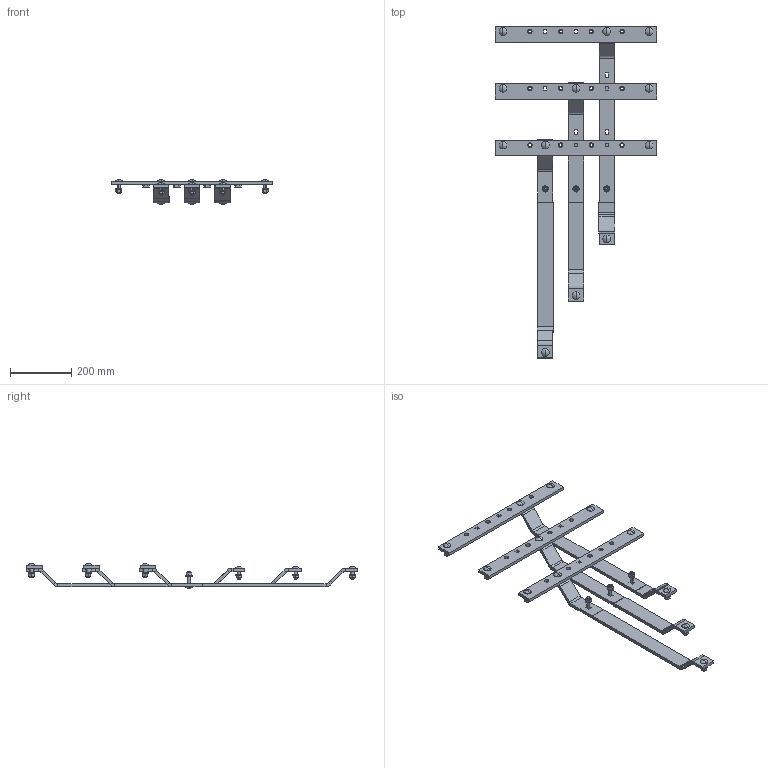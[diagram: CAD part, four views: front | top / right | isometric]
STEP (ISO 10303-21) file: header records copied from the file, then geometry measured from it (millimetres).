
FILE_DESCRIPTION(('STEP AP214'),'1');
FILE_NAME('cctmp_476D9E42-E551-40B8-B5F9-EC8129DB7F81_2024_11_29_08_09_11_0976..stp','2024-11-29T07:09:13',('SIEMENS A&D'),('CADClick - www.CADClick.com'),'Spatial InterOp 3D',' ','unknown authorization');
FILE_SCHEMA(('AUTOMOTIVE_DESIGN'));
Length unit declared in the file: millimetre
Products named in the file (35): cc_unnamed; 2024_11_29_08_09_11_0925; 2024_11_29_08_09_11_0883; 2024_11_29_08_09_11_0842; 2024_11_29_08_09_11_0802; 2024_11_29_08_09_11_0761; 2024_11_29_08_09_11_0721; 2024_11_29_08_09_11_0682; 2024_11_29_08_09_11_0650; 2024_11_29_08_09_11_0609; 2024_11_29_08_09_11_0569; 2024_11_29_08_09_11_0529; 2024_11_29_08_09_11_0490; 2024_11_29_08_09_11_0448; 2024_11_29_08_09_11_0367; 2024_11_29_08_09_11_0326; 2024_11_29_08_09_11_0286; 2024_11_29_08_09_11_0246; 2024_11_29_08_09_11_0205; 2024_11_29_08_09_11_0165; 2024_11_29_08_09_11_0124; 2024_11_29_08_09_11_0084; 2024_11_29_08_09_11_0042; 2024_11_29_08_09_11_0005; 2024_11_29_08_09_10_0965; 2024_11_29_08_09_10_0932; 2024_11_29_08_09_10_0894; 2024_11_29_08_09_10_0851; 2024_11_29_08_09_10_0811; 2024_11_29_08_09_10_0771; 2024_11_29_08_09_10_0729; 2024_11_29_08_09_10_0689; 2024_11_29_08_09_10_0651; 2024_11_29_08_09_10_0619; 2024_11_29_08_09_10_0578
Assembly tree (34 placements, depth 2):
  cc_unnamed
    2024_11_29_08_09_11_0925
    2024_11_29_08_09_11_0883
    2024_11_29_08_09_11_0842
    2024_11_29_08_09_11_0802
    2024_11_29_08_09_11_0761
    2024_11_29_08_09_11_0721
    2024_11_29_08_09_11_0682
    2024_11_29_08_09_11_0650
    2024_11_29_08_09_11_0609
    2024_11_29_08_09_11_0569
    2024_11_29_08_09_11_0529
    2024_11_29_08_09_11_0490
    2024_11_29_08_09_11_0448
    2024_11_29_08_09_11_0367
    2024_11_29_08_09_11_0326
    2024_11_29_08_09_11_0286
    2024_11_29_08_09_11_0246
    2024_11_29_08_09_11_0205
    2024_11_29_08_09_11_0165
    2024_11_29_08_09_11_0124
    2024_11_29_08_09_11_0084
    2024_11_29_08_09_11_0042
    2024_11_29_08_09_11_0005
    2024_11_29_08_09_10_0965
    2024_11_29_08_09_10_0932
    2024_11_29_08_09_10_0894
    2024_11_29_08_09_10_0851
    2024_11_29_08_09_10_0811
    2024_11_29_08_09_10_0771
    2024_11_29_08_09_10_0729
    2024_11_29_08_09_10_0689
    2024_11_29_08_09_10_0651
    2024_11_29_08_09_10_0619
    2024_11_29_08_09_10_0578
Bounding box: 525 x 1081 x 80.76 mm (x, y, z)
Volume: 2434602.7 mm3; surface area: 640282.5 mm2
Topology: 36 solids, 36 shells, 1259 faces, 2775 edges, 1684 vertices
Faces by surface type: plane 627, cone 402, cylinder 200, sphere 30
Entity records: 45996 total; most frequent: CARTESIAN_POINT 8345, DIRECTION 5562, ORIENTED_EDGE 5550, EDGE_CURVE 2775, AXIS2_PLACEMENT_3D 2141, VERTEX_POINT 1684, EDGE_LOOP 1457, STYLED_ITEM 1295
